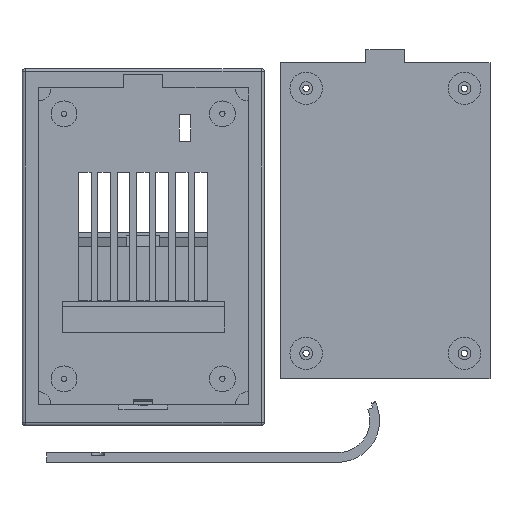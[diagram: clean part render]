
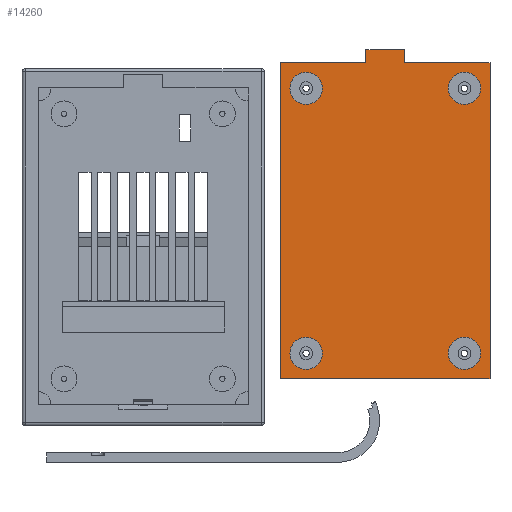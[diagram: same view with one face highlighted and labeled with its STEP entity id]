
A CAD part, front view. The second image highlights one B-rep face of the part: STEP entity #14260.
In plain terms, the highlighted planar face has unit normal (0, -1, 0).
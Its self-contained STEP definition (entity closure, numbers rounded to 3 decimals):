
#131 = EDGE_CURVE ( 'NONE', #10674, #15408, #4668, .T. ) ;
#290 = CARTESIAN_POINT ( 'NONE',  ( 38.186, 0., -4.058 ) ) ;
#343 = DIRECTION ( 'NONE',  ( 0., -1., 0. ) ) ;
#388 = FACE_OUTER_BOUND ( 'NONE', #10138, .T. ) ;
#622 = EDGE_CURVE ( 'NONE', #12932, #4712, #13237, .T. ) ;
#806 = EDGE_CURVE ( 'NONE', #14558, #8262, #13702, .T. ) ;
#818 = CARTESIAN_POINT ( 'NONE',  ( -43.814, 0., -4.058 ) ) ;
#923 = ORIENTED_EDGE ( 'NONE', *, *, #622, .F. ) ;
#958 = VERTEX_POINT ( 'NONE', #12235 ) ;
#1089 = DIRECTION ( 'NONE',  ( 0., -1., 0. ) ) ;
#1270 = ORIENTED_EDGE ( 'NONE', *, *, #6525, .F. ) ;
#1285 = DIRECTION ( 'NONE',  ( 0., 0., 1. ) ) ;
#1315 = CARTESIAN_POINT ( 'NONE',  ( 38.186, 0., -9.058 ) ) ;
#2007 = CARTESIAN_POINT ( 'NONE',  ( -43.814, 0., 39.942 ) ) ;
#2232 = ORIENTED_EDGE ( 'NONE', *, *, #7403, .F. ) ;
#2271 = LINE ( 'NONE', #4562, #3155 ) ;
#2280 = CARTESIAN_POINT ( 'NONE',  ( -43.814, 0., 39.942 ) ) ;
#2334 = EDGE_LOOP ( 'NONE', ( #7325, #5538 ) ) ;
#2397 = CIRCLE ( 'NONE', #3915, 5. ) ;
#2481 = EDGE_CURVE ( 'NONE', #15430, #13784, #10580, .T. ) ;
#2640 = CARTESIAN_POINT ( 'NONE',  ( -43.814, 0., 34.942 ) ) ;
#2770 = DIRECTION ( 'NONE',  ( 0., 0., 1. ) ) ;
#2820 = CARTESIAN_POINT ( 'NONE',  ( 46.086, 0., -16.958 ) ) ;
#2885 = AXIS2_PLACEMENT_3D ( 'NONE', #1315, #13226, #10761 ) ;
#3155 = VECTOR ( 'NONE', #15377, 1000. ) ;
#3229 = CARTESIAN_POINT ( 'NONE',  ( -55.817, 0., 21.429 ) ) ;
#3260 = EDGE_CURVE ( 'NONE', #15672, #7599, #10763, .T. ) ;
#3346 = EDGE_CURVE ( 'NONE', #7926, #3624, #2397, .T. ) ;
#3377 = VECTOR ( 'NONE', #13012, 1000. ) ;
#3443 = AXIS2_PLACEMENT_3D ( 'NONE', #5105, #9957, #6614 ) ;
#3615 = CARTESIAN_POINT ( 'NONE',  ( -43.814, 0., 44.942 ) ) ;
#3622 = CARTESIAN_POINT ( 'NONE',  ( -55.817, 0., 9.454 ) ) ;
#3624 = VERTEX_POINT ( 'NONE', #6426 ) ;
#3668 = AXIS2_PLACEMENT_3D ( 'NONE', #5372, #9115, #10224 ) ;
#3915 = AXIS2_PLACEMENT_3D ( 'NONE', #12334, #343, #13842 ) ;
#3962 = DIRECTION ( 'NONE',  ( 0., 1., 0. ) ) ;
#4397 = ORIENTED_EDGE ( 'NONE', *, *, #11720, .F. ) ;
#4433 = CARTESIAN_POINT ( 'NONE',  ( -43.814, 0., -14.058 ) ) ;
#4495 = CARTESIAN_POINT ( 'NONE',  ( -55.817, 0., 21.429 ) ) ;
#4562 = CARTESIAN_POINT ( 'NONE',  ( -51.714, 0., -16.958 ) ) ;
#4643 = EDGE_CURVE ( 'NONE', #3624, #7926, #12315, .T. ) ;
#4666 = AXIS2_PLACEMENT_3D ( 'NONE', #6018, #10871, #15719 ) ;
#4668 = LINE ( 'NONE', #10718, #3377 ) ;
#4712 = VERTEX_POINT ( 'NONE', #818 ) ;
#4730 = EDGE_LOOP ( 'NONE', ( #8635, #10516 ) ) ;
#4859 = AXIS2_PLACEMENT_3D ( 'NONE', #10944, #13474, #8315 ) ;
#4909 = CARTESIAN_POINT ( 'NONE',  ( 46.086, 0., -16.958 ) ) ;
#5005 = LINE ( 'NONE', #9616, #9625 ) ;
#5056 = ORIENTED_EDGE ( 'NONE', *, *, #9538, .F. ) ;
#5105 = CARTESIAN_POINT ( 'NONE',  ( 38.186, 0., 39.942 ) ) ;
#5223 = FACE_BOUND ( 'NONE', #2334, .T. ) ;
#5311 = VERTEX_POINT ( 'NONE', #6325 ) ;
#5372 = CARTESIAN_POINT ( 'NONE',  ( -43.814, 0., -9.058 ) ) ;
#5538 = ORIENTED_EDGE ( 'NONE', *, *, #3260, .F. ) ;
#5606 = VECTOR ( 'NONE', #10424, 1000. ) ;
#5903 = DIRECTION ( 'NONE',  ( 1., 0., 0. ) ) ;
#6018 = CARTESIAN_POINT ( 'NONE',  ( 38.186, 0., -9.058 ) ) ;
#6232 = CARTESIAN_POINT ( 'NONE',  ( 46.086, 0., 47.842 ) ) ;
#6325 = CARTESIAN_POINT ( 'NONE',  ( -51.714, 0., 21.429 ) ) ;
#6426 = CARTESIAN_POINT ( 'NONE',  ( 38.186, 0., 44.942 ) ) ;
#6525 = EDGE_CURVE ( 'NONE', #5311, #958, #5005, .T. ) ;
#6614 = DIRECTION ( 'NONE',  ( 0., 0., 1. ) ) ;
#6697 = CIRCLE ( 'NONE', #3668, 5. ) ;
#6845 = DIRECTION ( 'NONE',  ( 0., 0., -1. ) ) ;
#6879 = CARTESIAN_POINT ( 'NONE',  ( -51.714, 0., 9.454 ) ) ;
#7308 = EDGE_LOOP ( 'NONE', ( #9947, #12700 ) ) ;
#7325 = ORIENTED_EDGE ( 'NONE', *, *, #8115, .F. ) ;
#7359 = CARTESIAN_POINT ( 'NONE',  ( -51.714, 0., -16.958 ) ) ;
#7403 = EDGE_CURVE ( 'NONE', #15408, #5311, #12909, .T. ) ;
#7549 = LINE ( 'NONE', #13431, #9529 ) ;
#7599 = VERTEX_POINT ( 'NONE', #13462 ) ;
#7602 = VERTEX_POINT ( 'NONE', #3615 ) ;
#7926 = VERTEX_POINT ( 'NONE', #10160 ) ;
#8115 = EDGE_CURVE ( 'NONE', #7599, #15672, #9485, .T. ) ;
#8199 = ORIENTED_EDGE ( 'NONE', *, *, #8513, .F. ) ;
#8262 = VERTEX_POINT ( 'NONE', #4909 ) ;
#8315 = DIRECTION ( 'NONE',  ( 0., 0., -1. ) ) ;
#8513 = EDGE_CURVE ( 'NONE', #8262, #15430, #2271, .T. ) ;
#8635 = ORIENTED_EDGE ( 'NONE', *, *, #3346, .F. ) ;
#8729 = CARTESIAN_POINT ( 'NONE',  ( 0., 0., 0. ) ) ;
#9090 = VECTOR ( 'NONE', #12805, 1000. ) ;
#9112 = DIRECTION ( 'NONE',  ( -1., 0., 0. ) ) ;
#9115 = DIRECTION ( 'NONE',  ( 0., -1., 0. ) ) ;
#9158 = DIRECTION ( 'NONE',  ( 0., -1., 0. ) ) ;
#9485 = CIRCLE ( 'NONE', #4666, 5. ) ;
#9529 = VECTOR ( 'NONE', #10170, 1000. ) ;
#9538 = EDGE_CURVE ( 'NONE', #13784, #10674, #15300, .T. ) ;
#9616 = CARTESIAN_POINT ( 'NONE',  ( -51.714, 0., 21.429 ) ) ;
#9625 = VECTOR ( 'NONE', #1285, 1000. ) ;
#9925 = FACE_BOUND ( 'NONE', #7308, .T. ) ;
#9947 = ORIENTED_EDGE ( 'NONE', *, *, #13659, .F. ) ;
#9957 = DIRECTION ( 'NONE',  ( 0., -1., 0. ) ) ;
#10138 = EDGE_LOOP ( 'NONE', ( #5056, #10317, #8199, #10588, #10529, #1270, #2232, #10282 ) ) ;
#10160 = CARTESIAN_POINT ( 'NONE',  ( 38.186, 0., 34.942 ) ) ;
#10170 = DIRECTION ( 'NONE',  ( 1., 0., 0. ) ) ;
#10224 = DIRECTION ( 'NONE',  ( 0., 0., -1. ) ) ;
#10282 = ORIENTED_EDGE ( 'NONE', *, *, #131, .F. ) ;
#10317 = ORIENTED_EDGE ( 'NONE', *, *, #2481, .F. ) ;
#10424 = DIRECTION ( 'NONE',  ( 0., 0., -1. ) ) ;
#10516 = ORIENTED_EDGE ( 'NONE', *, *, #4643, .F. ) ;
#10529 = ORIENTED_EDGE ( 'NONE', *, *, #12743, .F. ) ;
#10580 = LINE ( 'NONE', #11614, #9090 ) ;
#10588 = ORIENTED_EDGE ( 'NONE', *, *, #806, .F. ) ;
#10674 = VERTEX_POINT ( 'NONE', #3622 ) ;
#10718 = CARTESIAN_POINT ( 'NONE',  ( -55.817, 0., 9.454 ) ) ;
#10761 = DIRECTION ( 'NONE',  ( 0., 0., 1. ) ) ;
#10763 = CIRCLE ( 'NONE', #2885, 5. ) ;
#10871 = DIRECTION ( 'NONE',  ( 0., -1., 0. ) ) ;
#10901 = CARTESIAN_POINT ( 'NONE',  ( -51.714, 0., 9.454 ) ) ;
#10944 = CARTESIAN_POINT ( 'NONE',  ( -43.814, 0., -9.058 ) ) ;
#11184 = VERTEX_POINT ( 'NONE', #2640 ) ;
#11195 = FACE_BOUND ( 'NONE', #14523, .T. ) ;
#11401 = AXIS2_PLACEMENT_3D ( 'NONE', #8729, #3962, #2770 ) ;
#11614 = CARTESIAN_POINT ( 'NONE',  ( -51.714, 0., -16.958 ) ) ;
#11720 = EDGE_CURVE ( 'NONE', #4712, #12932, #6697, .T. ) ;
#11748 = VECTOR ( 'NONE', #9112, 1000. ) ;
#11932 = CIRCLE ( 'NONE', #12705, 5. ) ;
#12051 = DIRECTION ( 'NONE',  ( 0., 0., -1. ) ) ;
#12235 = CARTESIAN_POINT ( 'NONE',  ( -51.714, 0., 47.842 ) ) ;
#12298 = PLANE ( 'NONE',  #11401 ) ;
#12315 = CIRCLE ( 'NONE', #3443, 5. ) ;
#12334 = CARTESIAN_POINT ( 'NONE',  ( 38.186, 0., 39.942 ) ) ;
#12659 = CIRCLE ( 'NONE', #12904, 5. ) ;
#12700 = ORIENTED_EDGE ( 'NONE', *, *, #15468, .F. ) ;
#12705 = AXIS2_PLACEMENT_3D ( 'NONE', #2280, #1089, #12051 ) ;
#12743 = EDGE_CURVE ( 'NONE', #958, #14558, #7549, .T. ) ;
#12805 = DIRECTION ( 'NONE',  ( 0., 0., 1. ) ) ;
#12904 = AXIS2_PLACEMENT_3D ( 'NONE', #2007, #9158, #6845 ) ;
#12909 = LINE ( 'NONE', #3229, #14211 ) ;
#12932 = VERTEX_POINT ( 'NONE', #4433 ) ;
#13012 = DIRECTION ( 'NONE',  ( 0., 0., 1. ) ) ;
#13226 = DIRECTION ( 'NONE',  ( 0., -1., 0. ) ) ;
#13237 = CIRCLE ( 'NONE', #4859, 5. ) ;
#13431 = CARTESIAN_POINT ( 'NONE',  ( -51.714, 0., 47.842 ) ) ;
#13462 = CARTESIAN_POINT ( 'NONE',  ( 38.186, 0., -14.058 ) ) ;
#13474 = DIRECTION ( 'NONE',  ( 0., -1., 0. ) ) ;
#13574 = FACE_BOUND ( 'NONE', #4730, .T. ) ;
#13659 = EDGE_CURVE ( 'NONE', #11184, #7602, #12659, .T. ) ;
#13702 = LINE ( 'NONE', #2820, #5606 ) ;
#13784 = VERTEX_POINT ( 'NONE', #10901 ) ;
#13842 = DIRECTION ( 'NONE',  ( 0., 0., 1. ) ) ;
#14211 = VECTOR ( 'NONE', #5903, 1000. ) ;
#14260 = ADVANCED_FACE ( 'NONE', ( #388, #5223, #13574, #9925, #11195 ), #12298, .F. ) ;
#14523 = EDGE_LOOP ( 'NONE', ( #923, #4397 ) ) ;
#14558 = VERTEX_POINT ( 'NONE', #6232 ) ;
#15300 = LINE ( 'NONE', #6879, #11748 ) ;
#15377 = DIRECTION ( 'NONE',  ( -1., 0., 0. ) ) ;
#15408 = VERTEX_POINT ( 'NONE', #4495 ) ;
#15430 = VERTEX_POINT ( 'NONE', #7359 ) ;
#15468 = EDGE_CURVE ( 'NONE', #7602, #11184, #11932, .T. ) ;
#15672 = VERTEX_POINT ( 'NONE', #290 ) ;
#15719 = DIRECTION ( 'NONE',  ( 0., 0., 1. ) ) ;
